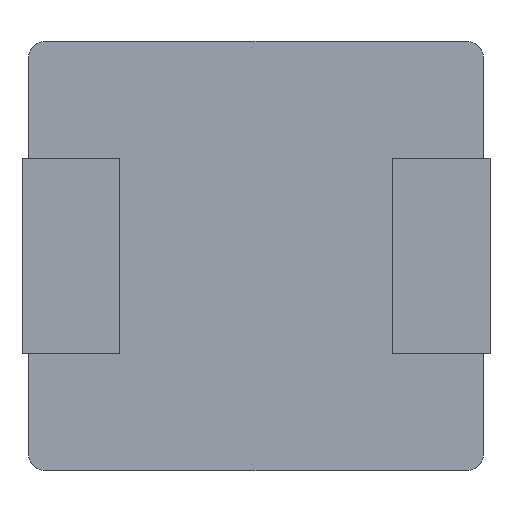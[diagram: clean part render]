
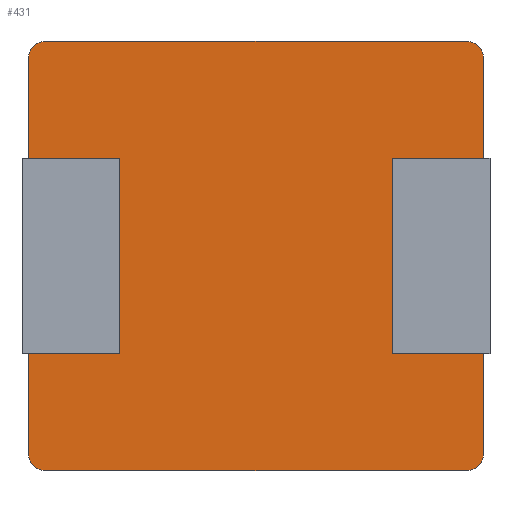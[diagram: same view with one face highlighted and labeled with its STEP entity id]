
A CAD part, front view. The second image highlights one B-rep face of the part: STEP entity #431.
In plain terms, the highlighted planar face has unit normal (0, -1, 0).
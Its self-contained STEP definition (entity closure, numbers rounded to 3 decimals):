
#20=PLANE('',#475);
#43=FACE_OUTER_BOUND('',#69,.T.);
#69=EDGE_LOOP('',(#313,#314,#315,#316,#317,#318,#319,#320));
#95=LINE('',#639,#147);
#98=LINE('',#645,#150);
#99=LINE('',#649,#151);
#100=LINE('',#653,#152);
#147=VECTOR('',#517,10.);
#150=VECTOR('',#522,10.);
#151=VECTOR('',#525,10.);
#152=VECTOR('',#528,10.);
#198=CIRCLE('',#473,0.25);
#199=CIRCLE('',#476,0.25);
#200=CIRCLE('',#477,0.25);
#201=CIRCLE('',#478,0.25);
#207=VERTEX_POINT('',#632);
#208=VERTEX_POINT('',#634);
#209=VERTEX_POINT('',#638);
#211=VERTEX_POINT('',#644);
#212=VERTEX_POINT('',#646);
#213=VERTEX_POINT('',#648);
#214=VERTEX_POINT('',#650);
#215=VERTEX_POINT('',#652);
#247=EDGE_CURVE('',#207,#208,#198,.T.);
#249=EDGE_CURVE('',#209,#208,#95,.T.);
#252=EDGE_CURVE('',#207,#211,#98,.T.);
#253=EDGE_CURVE('',#212,#211,#199,.T.);
#254=EDGE_CURVE('',#212,#213,#99,.T.);
#255=EDGE_CURVE('',#214,#213,#200,.T.);
#256=EDGE_CURVE('',#214,#215,#100,.T.);
#257=EDGE_CURVE('',#209,#215,#201,.T.);
#313=ORIENTED_EDGE('',*,*,#247,.F.);
#314=ORIENTED_EDGE('',*,*,#252,.T.);
#315=ORIENTED_EDGE('',*,*,#253,.F.);
#316=ORIENTED_EDGE('',*,*,#254,.T.);
#317=ORIENTED_EDGE('',*,*,#255,.F.);
#318=ORIENTED_EDGE('',*,*,#256,.T.);
#319=ORIENTED_EDGE('',*,*,#257,.F.);
#320=ORIENTED_EDGE('',*,*,#249,.T.);
#431=ADVANCED_FACE('',(#43),#20,.F.);
#473=AXIS2_PLACEMENT_3D('',#635,#512,#513);
#475=AXIS2_PLACEMENT_3D('',#643,#520,#521);
#476=AXIS2_PLACEMENT_3D('',#647,#523,#524);
#477=AXIS2_PLACEMENT_3D('',#651,#526,#527);
#478=AXIS2_PLACEMENT_3D('',#654,#529,#530);
#512=DIRECTION('center_axis',(0.,1.,0.));
#513=DIRECTION('ref_axis',(-0.707,0.,-0.707));
#517=DIRECTION('',(0.,0.,-1.));
#520=DIRECTION('center_axis',(0.,1.,0.));
#521=DIRECTION('ref_axis',(-1.,0.,0.));
#522=DIRECTION('',(1.,0.,0.));
#523=DIRECTION('center_axis',(0.,1.,0.));
#524=DIRECTION('ref_axis',(0.707,0.,-0.707));
#525=DIRECTION('',(0.,0.,1.));
#526=DIRECTION('center_axis',(0.,1.,0.));
#527=DIRECTION('ref_axis',(0.707,0.,0.707));
#528=DIRECTION('',(-1.,0.,0.));
#529=DIRECTION('center_axis',(0.,1.,0.));
#530=DIRECTION('ref_axis',(-0.707,0.,0.707));
#632=CARTESIAN_POINT('',(-3.25,0.1,-3.3));
#634=CARTESIAN_POINT('',(-3.5,0.1,-3.05));
#635=CARTESIAN_POINT('Origin',(-3.25,0.1,-3.05));
#638=CARTESIAN_POINT('',(-3.5,0.1,3.05));
#639=CARTESIAN_POINT('',(-3.5,0.1,3.3));
#643=CARTESIAN_POINT('Origin',(0.,0.1,0.));
#644=CARTESIAN_POINT('',(3.25,0.1,-3.3));
#645=CARTESIAN_POINT('',(-3.5,0.1,-3.3));
#646=CARTESIAN_POINT('',(3.5,0.1,-3.05));
#647=CARTESIAN_POINT('Origin',(3.25,0.1,-3.05));
#648=CARTESIAN_POINT('',(3.5,0.1,3.05));
#649=CARTESIAN_POINT('',(3.5,0.1,-3.3));
#650=CARTESIAN_POINT('',(3.25,0.1,3.3));
#651=CARTESIAN_POINT('Origin',(3.25,0.1,3.05));
#652=CARTESIAN_POINT('',(-3.25,0.1,3.3));
#653=CARTESIAN_POINT('',(3.5,0.1,3.3));
#654=CARTESIAN_POINT('Origin',(-3.25,0.1,3.05));
